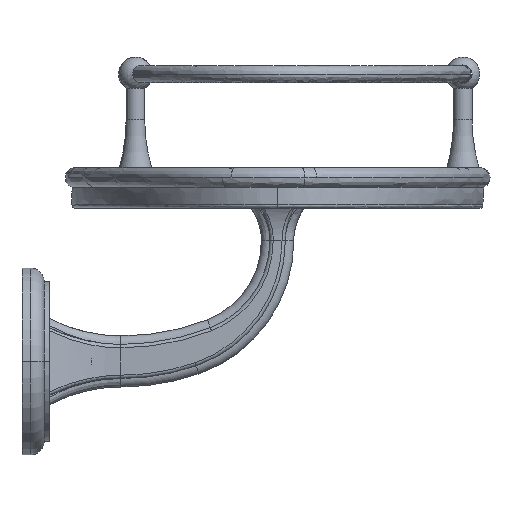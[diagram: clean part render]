
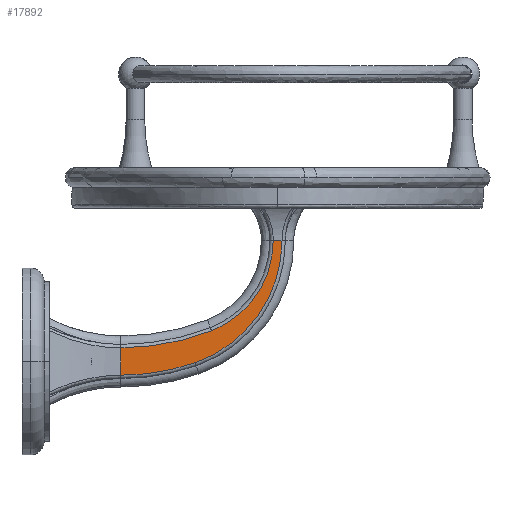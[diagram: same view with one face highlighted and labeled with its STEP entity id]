
A CAD part, left-side view. The second image highlights one B-rep face of the part: STEP entity #17892.
In plain terms, the highlighted planar face has unit normal (-1, 0, 0).
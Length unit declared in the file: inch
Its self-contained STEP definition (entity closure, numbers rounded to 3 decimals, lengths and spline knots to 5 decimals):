
#1871=DIRECTION('',(0.,0.,-1.));
#1872=VECTOR('',#1871,0.3176);
#1873=CARTESIAN_POINT('',(-0.1975,-1.1453,
0.15872));
#1874=LINE('',#1873,#1872);
#5015=CARTESIAN_POINT('',(-0.1975,-3.0111,1.40066));
#5432=CARTESIAN_POINT('',(-0.1975,-1.1453,2.46049));
#5433=DIRECTION('',(1.,0.,0.));
#5434=DIRECTION('',(0.,-0.328,-0.945));
#5435=AXIS2_PLACEMENT_3D('',#5432,#5433,#5434);
#5437=CARTESIAN_POINT('',(-0.1975,-1.1453,3.05151));
#5438=DIRECTION('',(-1.,0.,0.));
#5439=DIRECTION('',(0.,0.,-1.));
#5440=AXIS2_PLACEMENT_3D('',#5437,#5438,#5439);
#5442=CARTESIAN_POINT('',(-0.1975,-1.7885,1.40036));
#5443=DIRECTION('',(-1.,0.,0.));
#5444=DIRECTION('',(0.,-0.363,-0.932));
#5445=AXIS2_PLACEMENT_3D('',#5442,#5443,#5444);
#5447=DIRECTION('',(0.,-1.,0.));
#5448=VECTOR('',#5447,0.1021);
#5449=CARTESIAN_POINT('',(-0.1975,-2.909,
1.40066));
#5450=LINE('',#5449,#5448);
#5451=CARTESIAN_POINT('',(-0.1975,-1.5136,1.40066));
#5452=DIRECTION('',(1.,0.,0.));
#5453=DIRECTION('',(0.,-1.,0.));
#5454=AXIS2_PLACEMENT_3D('',#5451,#5452,#5453);
#5484=CARTESIAN_POINT('',(-0.1975,-2.909,
1.40066));
#6191=VERTEX_POINT('',#5484);
#6195=VERTEX_POINT('',#5015);
#6240=CARTESIAN_POINT('',(-0.1975,-2.00516,-0.01386));
#6241=CARTESIAN_POINT('',(-0.1975,-1.1453,-0.15901));
#6242=VERTEX_POINT('',#6240);
#6243=VERTEX_POINT('',#6241);
#6244=CARTESIAN_POINT('',(-0.1975,-1.1453,
0.15872));
#6245=VERTEX_POINT('',#6244);
#6246=CARTESIAN_POINT('',(-0.1975,-2.19522,0.35628));
#6247=VERTEX_POINT('',#6246);
#17877=CARTESIAN_POINT('',(-0.1975,-2.0782,0.62083));
#17878=DIRECTION('',(1.,0.,0.));
#17879=DIRECTION('',(0.,0.,-1.));
#17880=AXIS2_PLACEMENT_3D('',#17877,#17878,#17879);
#17881=PLANE('',#17880);
#17882=ORIENTED_EDGE('',*,*,#17869,.T.);
#17883=ORIENTED_EDGE('',*,*,#9863,.F.);
#17885=ORIENTED_EDGE('',*,*,#17884,.T.);
#17887=ORIENTED_EDGE('',*,*,#17886,.T.);
#17888=ORIENTED_EDGE('',*,*,#17169,.T.);
#17889=ORIENTED_EDGE('',*,*,#17856,.T.);
#17890=EDGE_LOOP('',(#17882,#17883,#17885,#17887,#17888,#17889));
#17891=FACE_OUTER_BOUND('',#17890,.F.);
#17892=ADVANCED_FACE('',(#17891),#17881,.F.);
#5436=CIRCLE('',#5435,2.6195);
#5441=CIRCLE('',#5440,2.8925);
#5446=CIRCLE('',#5445,1.1205);
#5455=CIRCLE('',#5454,1.4975);
#9863=EDGE_CURVE('',#6245,#6243,#1874,.T.);
#17169=EDGE_CURVE('',#6191,#6195,#5450,.T.);
#17856=EDGE_CURVE('',#6195,#6242,#5455,.T.);
#17869=EDGE_CURVE('',#6242,#6243,#5436,.T.);
#17884=EDGE_CURVE('',#6245,#6247,#5441,.T.);
#17886=EDGE_CURVE('',#6247,#6191,#5446,.T.);
